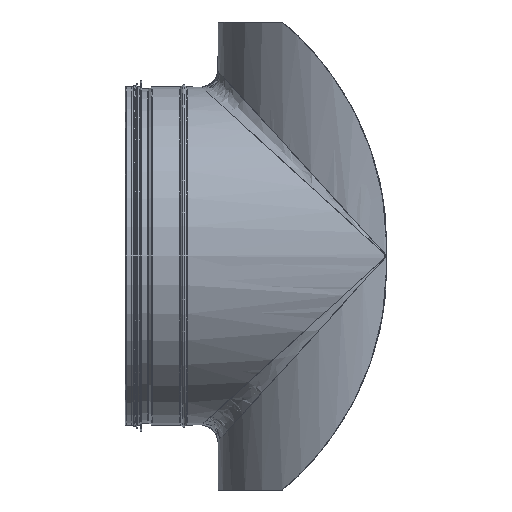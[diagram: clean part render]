
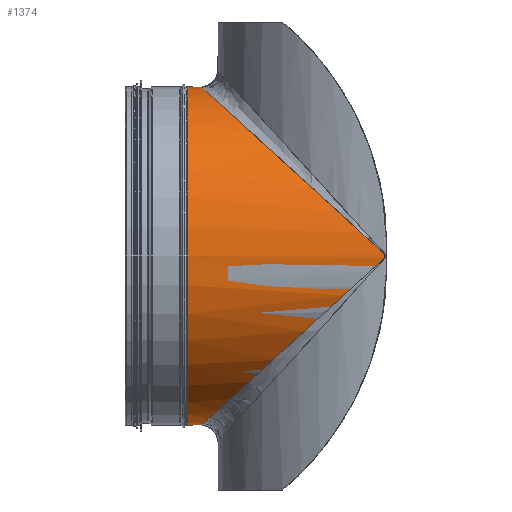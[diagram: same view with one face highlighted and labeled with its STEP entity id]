
A CAD part, left-side view. The second image highlights one B-rep face of the part: STEP entity #1374.
In plain terms, the highlighted cylindrical face has radius 156.425 mm (diameter 312.85 mm), a full revolution.
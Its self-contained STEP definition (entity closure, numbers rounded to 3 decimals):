
#1289=CARTESIAN_POINT('',(-156.414,2.,-1.825));
#1290=VERTEX_POINT('',#1289);
#1300=CARTESIAN_POINT('',(156.414,2.,-1.825));
#1301=VERTEX_POINT('',#1300);
#1302=CARTESIAN_POINT('',(0.,0.0,0.0));
#1303=DIRECTION('',(0.,-0.674,-0.739));
#1304=DIRECTION('',(0.,0.739,-0.674));
#1305=AXIS2_PLACEMENT_3D('',#1302,#1303,#1304);
#1306=ELLIPSE('',#1305,232.067,156.425);
#1307=EDGE_CURVE('',#1290,#1301,#1306,.T.);
#1330=CARTESIAN_POINT('',(0.,93.25,0.0));
#1331=DIRECTION('',(0.,1.0,0.0));
#1332=DIRECTION('',(-1.0,0.0,0.0));
#1333=AXIS2_PLACEMENT_3D('',#1330,#1331,#1332);
#1334=CYLINDRICAL_SURFACE('',#1333,156.425);
#1335=ORIENTED_EDGE('',*,*,#1307,.F.);
#1336=CARTESIAN_POINT('',(-156.414,2.,1.825));
#1337=VERTEX_POINT('',#1336);
#1338=CARTESIAN_POINT('',(0.,2.,0.0));
#1339=DIRECTION('',(0.0,1.0,0.0));
#1340=DIRECTION('',(-1.0,0.0,0.0));
#1341=AXIS2_PLACEMENT_3D('',#1338,#1339,#1340);
#1342=CIRCLE('',#1341,156.425);
#1343=EDGE_CURVE('',#1290,#1337,#1342,.T.);
#1344=ORIENTED_EDGE('',*,*,#1343,.T.);
#1345=CARTESIAN_POINT('',(156.414,2.,1.825));
#1346=VERTEX_POINT('',#1345);
#1347=CARTESIAN_POINT('',(0.,0.0,0.0));
#1348=DIRECTION('',(0.,-0.674,0.739));
#1349=DIRECTION('',(0.,0.739,0.674));
#1350=AXIS2_PLACEMENT_3D('',#1347,#1348,#1349);
#1351=ELLIPSE('',#1350,232.067,156.425);
#1352=EDGE_CURVE('',#1346,#1337,#1351,.T.);
#1353=ORIENTED_EDGE('',*,*,#1352,.F.);
#1354=CARTESIAN_POINT('',(0.,2.,0.0));
#1355=DIRECTION('',(0.0,1.0,0.0));
#1356=DIRECTION('',(-1.0,0.0,0.0));
#1357=AXIS2_PLACEMENT_3D('',#1354,#1355,#1356);
#1358=CIRCLE('',#1357,156.425);
#1359=EDGE_CURVE('',#1346,#1301,#1358,.T.);
#1360=ORIENTED_EDGE('',*,*,#1359,.T.);
#1361=EDGE_LOOP('',(#1335,#1344,#1353,#1360));
#1362=FACE_OUTER_BOUND('',#1361,.T.);
#1363=CARTESIAN_POINT('',(-156.425,184.5,0.0));
#1364=VERTEX_POINT('',#1363);
#1365=CARTESIAN_POINT('',(0.,184.5,0.0));
#1366=DIRECTION('',(0.0,1.0,0.0));
#1367=DIRECTION('',(-1.0,0.0,0.0));
#1368=AXIS2_PLACEMENT_3D('',#1365,#1366,#1367);
#1369=CIRCLE('',#1368,156.425);
#1370=EDGE_CURVE('',#1364,#1364,#1369,.T.);
#1371=ORIENTED_EDGE('',*,*,#1370,.F.);
#1372=EDGE_LOOP('',(#1371));
#1373=FACE_BOUND('',#1372,.T.);
#1374=ADVANCED_FACE('',(#1362,#1373),#1334,.T.);
